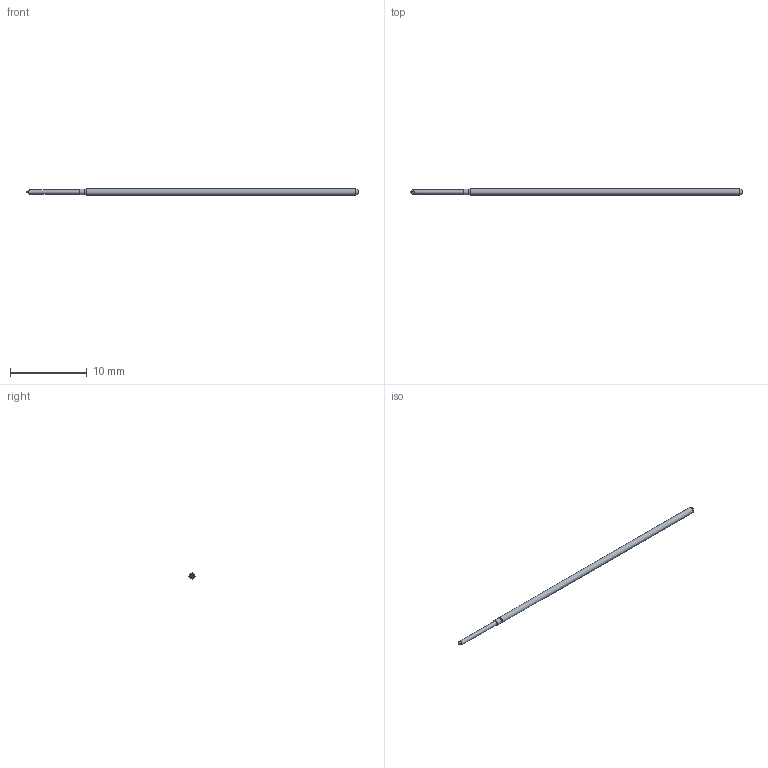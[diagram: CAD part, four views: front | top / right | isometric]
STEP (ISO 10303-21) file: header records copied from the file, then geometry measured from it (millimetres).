
FILE_DESCRIPTION (( 'STEP AP214' ), '1' );
FILE_NAME ('050-R2561.STEP', '2021-01-06T18:51:59', ( '' ), ( '' ), 'SwSTEP 2.0', 'SolidWorks 2020', '' );
FILE_SCHEMA (( 'AUTOMOTIVE_DESIGN' ));
Length unit declared in the file: inch
Products named in the file (1): 050-R2561
Bounding box: 43.18 x 0.78 x 0.78 mm (x, y, z)
Volume: 18.8 mm3; surface area: 100.5 mm2
Topology: 1 solids, 1 shells, 20 faces, 47 edges, 30 vertices
Faces by surface type: bspline 12, cylinder 3, plane 3, torus 1, cone 1
Full cylindrical faces by diameter (mm): 0.531 x1, 0.711 x1, 0.782 x1
Entity records: 2768 total; most frequent: CARTESIAN_POINT 2139, ORIENTED_EDGE 80, EDGE_CURVE 40, B_SPLINE_CURVE_WITH_KNOTS 34, DIRECTION 30, VERTEX_POINT 28, EDGE_LOOP 26, FACE_OUTER_BOUND 24
